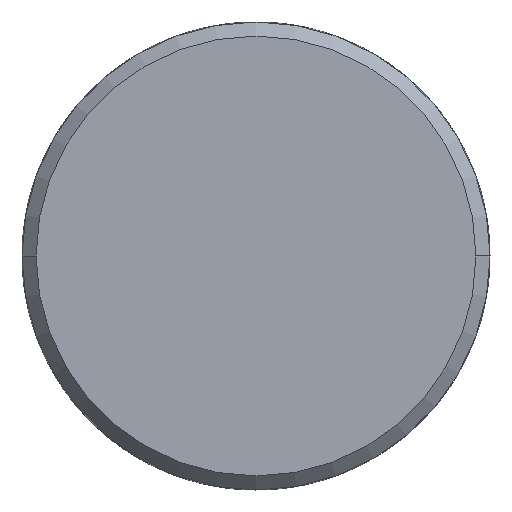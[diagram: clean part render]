
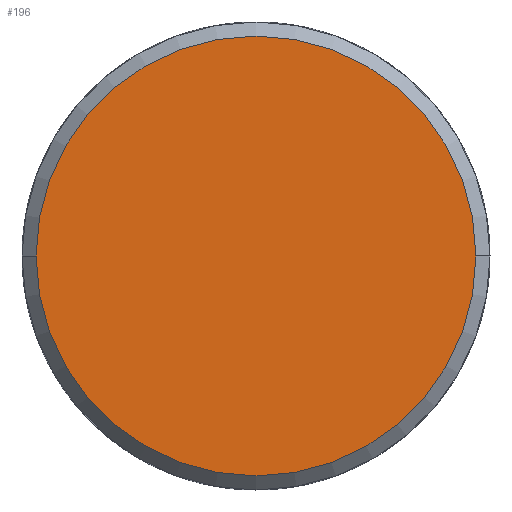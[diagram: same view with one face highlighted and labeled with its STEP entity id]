
A CAD part, left-side view. The second image highlights one B-rep face of the part: STEP entity #196.
In plain terms, the highlighted face is planar.
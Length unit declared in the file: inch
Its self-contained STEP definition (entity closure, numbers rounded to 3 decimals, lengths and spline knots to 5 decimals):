
#160 = CIRCLE ( 'NONE', #3540, 0.4675 ) ;
#183 = ORIENTED_EDGE ( 'NONE', *, *, #2439, .T. ) ;
#196 = ADVANCED_FACE ( 'NONE', ( #1979 ), #3926, .T. ) ;
#654 = ORIENTED_EDGE ( 'NONE', *, *, #2378, .T. ) ;
#819 = DIRECTION ( 'NONE',  ( 0., 0., -1. ) ) ;
#1327 = DIRECTION ( 'NONE',  ( 1., 0., 0. ) ) ;
#1866 = VERTEX_POINT ( 'NONE', #4821 ) ;
#1979 = FACE_OUTER_BOUND ( 'NONE', #2692, .T. ) ;
#2335 = AXIS2_PLACEMENT_3D ( 'NONE', #5307, #5096, #819 ) ;
#2378 = EDGE_CURVE ( 'NONE', #1866, #2499, #5889, .T. ) ;
#2439 = EDGE_CURVE ( 'NONE', #2499, #1866, #160, .T. ) ;
#2499 = VERTEX_POINT ( 'NONE', #4384 ) ;
#2692 = EDGE_LOOP ( 'NONE', ( #183, #654 ) ) ;
#2824 = DIRECTION ( 'NONE',  ( 0., 0., -1. ) ) ;
#3540 = AXIS2_PLACEMENT_3D ( 'NONE', #5839, #1327, #2824 ) ;
#3823 = DIRECTION ( 'NONE',  ( 0., 0., -1. ) ) ;
#3837 = DIRECTION ( 'NONE',  ( 1., 0., 0. ) ) ;
#3860 = CARTESIAN_POINT ( 'NONE',  ( 2., 0., 0. ) ) ;
#3926 = PLANE ( 'NONE',  #5914 ) ;
#4384 = CARTESIAN_POINT ( 'NONE',  ( 2., 0., 0.4675 ) ) ;
#4821 = CARTESIAN_POINT ( 'NONE',  ( 2., 0., -0.4675 ) ) ;
#5096 = DIRECTION ( 'NONE',  ( 1., 0., 0. ) ) ;
#5307 = CARTESIAN_POINT ( 'NONE',  ( 2., 0., 0. ) ) ;
#5839 = CARTESIAN_POINT ( 'NONE',  ( 2., 0., 0. ) ) ;
#5889 = CIRCLE ( 'NONE', #2335, 0.4675 ) ;
#5914 = AXIS2_PLACEMENT_3D ( 'NONE', #3860, #3837, #3823 ) ;
